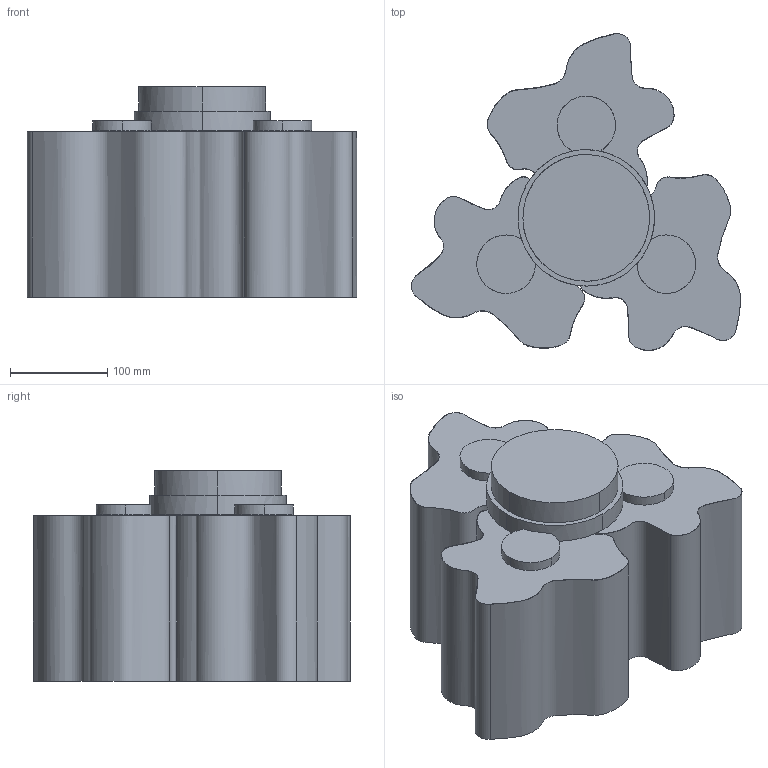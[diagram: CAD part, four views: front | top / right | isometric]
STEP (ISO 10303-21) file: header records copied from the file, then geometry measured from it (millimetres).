
FILE_DESCRIPTION(/* description */ (''),/* implementation_level */ '2;1');
FILE_NAME(/* name */ 'Logico_Soffitto_3x120_Micro_3D b',/* time_stamp */ '2012-01-16T14:15:22+01:00',/* author */ (''),/* organization */ (''),/* preprocessor_version */ 'ST-DEVELOPER v10',/* originating_system */ '',/* authorisation */ '');
FILE_SCHEMA (('CONFIG_CONTROL_DESIGN'));
Length unit declared in the file: millimetre
Products named in the file (1): 1
Bounding box: 337.92 x 325.48 x 216 mm (x, y, z)
Volume: 938106.4 mm3; surface area: 488999.9 mm2
Topology: 4 solids, 10 shells, 93 faces, 234 edges, 144 vertices
Faces by surface type: bspline 78, plane 15
Entity records: 5056 total; most frequent: CARTESIAN_POINT 3760, ORIENTED_EDGE 426, EDGE_CURVE 222, VERTEX_POINT 144, EDGE_LOOP 97, ADVANCED_FACE 93, FACE_OUTER_BOUND 93, B_SPLINE_CURVE_WITH_KNOTS 57
